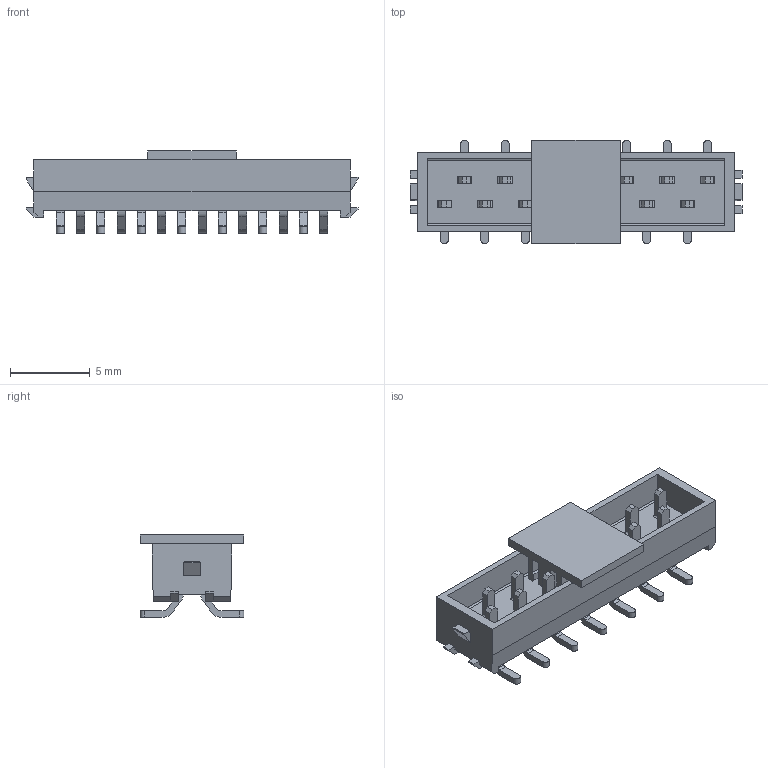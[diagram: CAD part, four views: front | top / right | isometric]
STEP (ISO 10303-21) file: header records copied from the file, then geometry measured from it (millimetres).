
FILE_DESCRIPTION(/* description */ ('Unknown'),/* implementation_level */ '2;1');
FILE_NAME(/* name */ '690357281476',/* time_stamp */ '2022-05-10T14:42:58+02:00',/* author */ ('Unknown'),/* organization */ ('Unknown'),/* preprocessor_version */ 'ST-DEVELOPER v16.7',/* originating_system */ 'Solid Edge',/* authorisation */ 'Unknown');
FILE_SCHEMA (('AUTOMOTIVE_DESIGN {1 0 10303 214 3 1 1}'));
Length unit declared in the file: millimetre
Products named in the file (4): 69035728xx76; 690357281476; Pin; Pick Pad
Assembly tree (18 placements, depth 2):
  69035728xx76
    690357281476
    Pin  x16
    Pick Pad
Bounding box: 20.81 x 6.5 x 5.15 mm (x, y, z)
Volume: 226.2 mm3; surface area: 903 mm2
Topology: 18 solids, 18 shells, 733 faces, 2018 edges, 1324 vertices
Faces by surface type: plane 555, cylinder 178
Entity records: 8415 total; most frequent: CARTESIAN_POINT 1484, ORIENTED_EDGE 1456, DIRECTION 1298, EDGE_CURVE 728, LINE 702, VECTOR 702, VERTEX_POINT 484, AXIS2_PLACEMENT_3D 298
